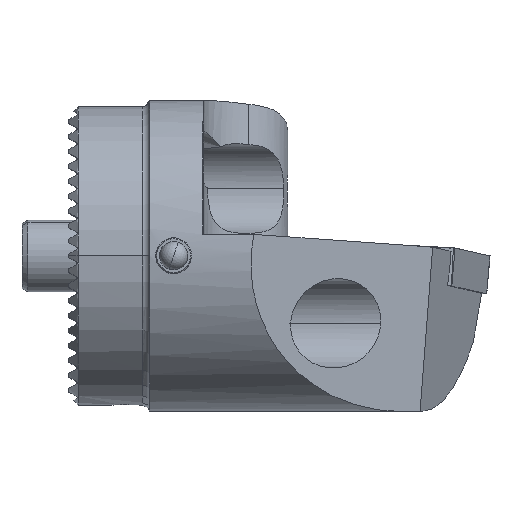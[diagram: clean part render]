
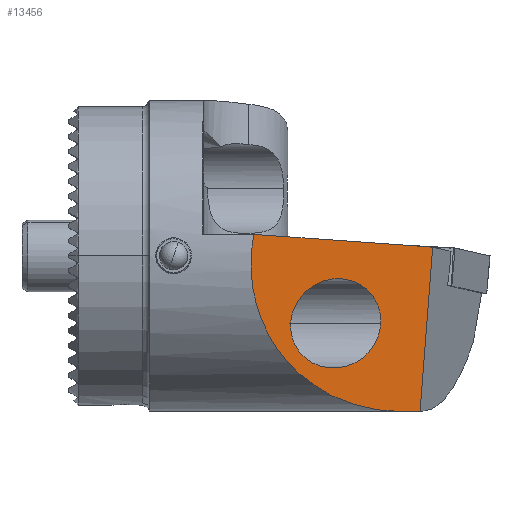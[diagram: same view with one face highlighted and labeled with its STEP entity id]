
A CAD part, top view. The second image highlights one B-rep face of the part: STEP entity #13456.
In plain terms, the highlighted planar face has unit normal (0.704, -0.038, 0.709).
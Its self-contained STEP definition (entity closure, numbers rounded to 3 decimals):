
#149 = CARTESIAN_POINT ( 'NONE',  ( 27.375, -13., 0. ) ) ;
#277 = PLANE ( 'NONE',  #6203 ) ;
#495 = EDGE_CURVE ( 'NONE', #2973, #6085, #6849, .T. ) ;
#739 = DIRECTION ( 'NONE',  ( 0.707, -0.049, -0.705 ) ) ;
#791 = EDGE_CURVE ( 'NONE', #12789, #5645, #2299, .T. ) ;
#2015 = ORIENTED_EDGE ( 'NONE', *, *, #5956, .T. ) ;
#2299 = LINE ( 'NONE', #3508, #6563 ) ;
#2801 = CARTESIAN_POINT ( 'NONE',  ( 18.304, -5.657, 9.407 ) ) ;
#2847 = CARTESIAN_POINT ( 'NONE',  ( 13.589, -6.607, 14.042 ) ) ;
#2919 = LINE ( 'NONE', #15782, #15113 ) ;
#2973 = VERTEX_POINT ( 'NONE', #12780 ) ;
#3508 = CARTESIAN_POINT ( 'NONE',  ( 29.845, -13., -2.455 ) ) ;
#3598 = VERTEX_POINT ( 'NONE', #4335 ) ;
#3880 = DIRECTION ( 'NONE',  ( -0.704, 0.038, -0.709 ) ) ;
#3926 = CARTESIAN_POINT ( 'NONE',  ( 30.219, 1.043, -2.078 ) ) ;
#4109 = CARTESIAN_POINT ( 'NONE',  ( 17.901, -13.157, 9.407 ) ) ;
#4206 = CARTESIAN_POINT ( 'NONE',  ( 27.375, -13., 0. ) ) ;
#4335 = CARTESIAN_POINT ( 'NONE',  ( 25.85, -5.657, 1.907 ) ) ;
#4475 = CARTESIAN_POINT ( 'NONE',  ( 30.196, 0.743, -2.071 ) ) ;
#5117 = DIRECTION ( 'NONE',  ( -0.709, 0., 0.705 ) ) ;
#5499 = CARTESIAN_POINT ( 'NONE',  ( 15.212, 1.788, 12.876 ) ) ;
#5645 = VERTEX_POINT ( 'NONE', #13209 ) ;
#5956 = EDGE_CURVE ( 'NONE', #2973, #12789, #12558, .T. ) ;
#6059 = ORIENTED_EDGE ( 'NONE', *, *, #12844, .T. ) ;
#6085 = VERTEX_POINT ( 'NONE', #4475 ) ;
#6116 = EDGE_CURVE ( 'NONE', #5645, #6085, #2919, .T. ) ;
#6203 = AXIS2_PLACEMENT_3D ( 'NONE', #3926, #3880, #5117 ) ;
#6217 = ORIENTED_EDGE ( 'NONE', *, *, #6116, .T. ) ;
#6563 = VECTOR ( 'NONE', #11115, 1000. ) ;
#6849 = LINE ( 'NONE', #15570, #13420 ) ;
#7799 =( BOUNDED_CURVE ( )  B_SPLINE_CURVE ( 3, ( #12646, #13516, #4109, #2801 ),
 .UNSPECIFIED., .F., .F. ) 
 B_SPLINE_CURVE_WITH_KNOTS ( ( 4, 4 ),
 ( 0.053, 3.195 ),
 .UNSPECIFIED. ) 
 CURVE ( )  GEOMETRIC_REPRESENTATION_ITEM ( )  RATIONAL_B_SPLINE_CURVE ( ( 1., 0.333, 0.333, 1. ) ) 
 REPRESENTATION_ITEM ( '' )  );
#7996 = CARTESIAN_POINT ( 'NONE',  ( 18.304, -5.657, 9.407 ) ) ;
#8816 = EDGE_CURVE ( 'NONE', #9843, #3598, #13548, .T. ) ;
#9652 = ORIENTED_EDGE ( 'NONE', *, *, #791, .T. ) ;
#9720 = EDGE_LOOP ( 'NONE', ( #6059, #12493 ) ) ;
#9843 = VERTEX_POINT ( 'NONE', #7996 ) ;
#10973 = FACE_OUTER_BOUND ( 'NONE', #14992, .T. ) ;
#11115 = DIRECTION ( 'NONE',  ( 0.709, 0., -0.705 ) ) ;
#11354 = ORIENTED_EDGE ( 'NONE', *, *, #495, .F. ) ;
#11546 = FACE_BOUND ( 'NONE', #9720, .T. ) ;
#12381 = CARTESIAN_POINT ( 'NONE',  ( 26.253, 1.843, 1.907 ) ) ;
#12493 = ORIENTED_EDGE ( 'NONE', *, *, #8816, .T. ) ;
#12558 =( BOUNDED_CURVE ( )  B_SPLINE_CURVE ( 3, ( #5499, #2847, #15238, #4206 ),
 .UNSPECIFIED., .F., .F. ) 
 B_SPLINE_CURVE_WITH_KNOTS ( ( 4, 4 ),
 ( 2.95, 4.659 ),
 .UNSPECIFIED. ) 
 CURVE ( )  GEOMETRIC_REPRESENTATION_ITEM ( )  RATIONAL_B_SPLINE_CURVE ( ( 1., 0.771, 0.771, 1. ) ) 
 REPRESENTATION_ITEM ( '' )  );
#12646 = CARTESIAN_POINT ( 'NONE',  ( 25.85, -5.657, 1.907 ) ) ;
#12780 = CARTESIAN_POINT ( 'NONE',  ( 15.212, 1.788, 12.876 ) ) ;
#12789 = VERTEX_POINT ( 'NONE', #149 ) ;
#12844 = EDGE_CURVE ( 'NONE', #3598, #9843, #7799, .T. ) ;
#13088 = CARTESIAN_POINT ( 'NONE',  ( 18.304, -5.657, 9.407 ) ) ;
#13209 = CARTESIAN_POINT ( 'NONE',  ( 29.139, -13., -1.753 ) ) ;
#13420 = VECTOR ( 'NONE', #739, 1000. ) ;
#13456 = ADVANCED_FACE ( 'NONE', ( #10973, #11546 ), #277, .F. ) ;
#13516 = CARTESIAN_POINT ( 'NONE',  ( 25.448, -13.157, 1.907 ) ) ;
#13548 =( BOUNDED_CURVE ( )  B_SPLINE_CURVE ( 3, ( #13088, #14340, #12381, #13619 ),
 .UNSPECIFIED., .F., .F. ) 
 B_SPLINE_CURVE_WITH_KNOTS ( ( 4, 4 ),
 ( 3.195, 6.336 ),
 .UNSPECIFIED. ) 
 CURVE ( )  GEOMETRIC_REPRESENTATION_ITEM ( )  RATIONAL_B_SPLINE_CURVE ( ( 1., 0.333, 0.333, 1. ) ) 
 REPRESENTATION_ITEM ( '' )  );
#13619 = CARTESIAN_POINT ( 'NONE',  ( 25.85, -5.657, 1.907 ) ) ;
#14340 = CARTESIAN_POINT ( 'NONE',  ( 18.706, 1.843, 9.407 ) ) ;
#14992 = EDGE_LOOP ( 'NONE', ( #11354, #2015, #9652, #6217 ) ) ;
#15113 = VECTOR ( 'NONE', #15733, 1000. ) ;
#15238 = CARTESIAN_POINT ( 'NONE',  ( 18.846, -13., 8.476 ) ) ;
#15570 = CARTESIAN_POINT ( 'NONE',  ( 22.519, 1.279, 5.588 ) ) ;
#15733 = DIRECTION ( 'NONE',  ( 0.077, 0.997, -0.023 ) ) ;
#15782 = CARTESIAN_POINT ( 'NONE',  ( 30.219, 1.043, -2.078 ) ) ;
